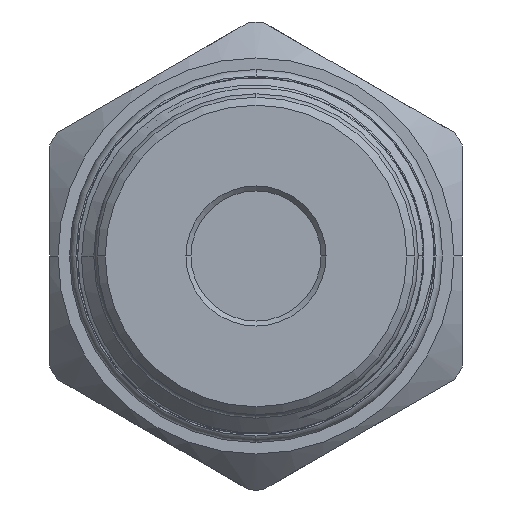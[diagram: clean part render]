
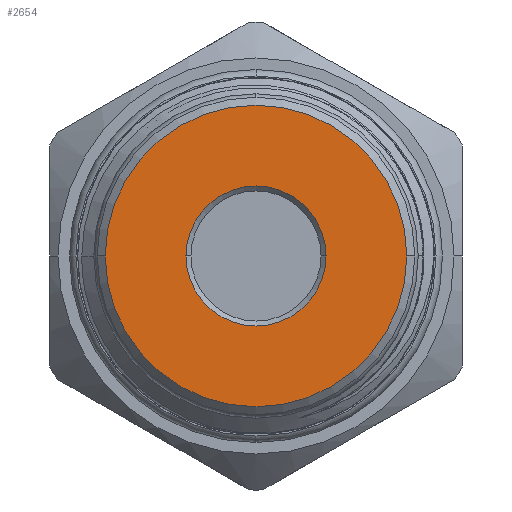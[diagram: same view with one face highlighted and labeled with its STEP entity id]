
A CAD part, left-side view. The second image highlights one B-rep face of the part: STEP entity #2654.
In plain terms, the highlighted planar face has unit normal (-1, 0, 0).
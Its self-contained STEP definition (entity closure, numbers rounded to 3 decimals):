
#543 = CARTESIAN_POINT ( 'NONE',  ( -111.58, 7., 0. ) ) ;
#662 = CARTESIAN_POINT ( 'NONE',  ( -111.58, 0., 0. ) ) ;
#1671 = DIRECTION ( 'NONE',  ( 0., 1., 0. ) ) ;
#1714 = CARTESIAN_POINT ( 'NONE',  ( -111.58, 0., 0. ) ) ;
#1751 = CIRCLE ( 'NONE', #11416, 15.075 ) ;
#2506 = EDGE_CURVE ( 'NONE', #4835, #7677, #7362, .T. ) ;
#2654 = ADVANCED_FACE ( 'NONE', ( #12169, #11823 ), #3978, .F. ) ;
#2978 = VERTEX_POINT ( 'NONE', #8845 ) ;
#3709 = AXIS2_PLACEMENT_3D ( 'NONE', #662, #6091, #1671 ) ;
#3978 = PLANE ( 'NONE',  #13512 ) ;
#4684 = CIRCLE ( 'NONE', #3709, 7. ) ;
#4835 = VERTEX_POINT ( 'NONE', #543 ) ;
#5883 = VERTEX_POINT ( 'NONE', #13392 ) ;
#5976 = DIRECTION ( 'NONE',  ( -1., 0., 0. ) ) ;
#6091 = DIRECTION ( 'NONE',  ( 1., 0., 0. ) ) ;
#6270 = DIRECTION ( 'NONE',  ( 0., 1., 0. ) ) ;
#6977 = DIRECTION ( 'NONE',  ( 0., 1., 0. ) ) ;
#7210 = DIRECTION ( 'NONE',  ( 1., 0., 0. ) ) ;
#7335 = CARTESIAN_POINT ( 'NONE',  ( -111.58, 0., 0. ) ) ;
#7362 = CIRCLE ( 'NONE', #9446, 7. ) ;
#7677 = VERTEX_POINT ( 'NONE', #13547 ) ;
#7960 = EDGE_CURVE ( 'NONE', #2978, #5883, #12633, .T. ) ;
#8130 = ORIENTED_EDGE ( 'NONE', *, *, #10374, .T. ) ;
#8244 = DIRECTION ( 'NONE',  ( -1., 0., 0. ) ) ;
#8307 = DIRECTION ( 'NONE',  ( 0., 1., 0. ) ) ;
#8845 = CARTESIAN_POINT ( 'NONE',  ( -111.58, -15.075, 0. ) ) ;
#8925 = DIRECTION ( 'NONE',  ( 1., 0., 0. ) ) ;
#9015 = CARTESIAN_POINT ( 'NONE',  ( -111.58, 0., 0. ) ) ;
#9446 = AXIS2_PLACEMENT_3D ( 'NONE', #9015, #8925, #13305 ) ;
#9758 = AXIS2_PLACEMENT_3D ( 'NONE', #12521, #5976, #6977 ) ;
#10374 = EDGE_CURVE ( 'NONE', #7677, #4835, #4684, .T. ) ;
#11416 = AXIS2_PLACEMENT_3D ( 'NONE', #7335, #8244, #6270 ) ;
#11560 = ORIENTED_EDGE ( 'NONE', *, *, #7960, .T. ) ;
#11819 = ORIENTED_EDGE ( 'NONE', *, *, #13355, .T. ) ;
#11823 = FACE_OUTER_BOUND ( 'NONE', #13632, .T. ) ;
#12169 = FACE_BOUND ( 'NONE', #13825, .T. ) ;
#12521 = CARTESIAN_POINT ( 'NONE',  ( -111.58, 0., 0. ) ) ;
#12633 = CIRCLE ( 'NONE', #9758, 15.075 ) ;
#13305 = DIRECTION ( 'NONE',  ( 0., 1., 0. ) ) ;
#13355 = EDGE_CURVE ( 'NONE', #5883, #2978, #1751, .T. ) ;
#13392 = CARTESIAN_POINT ( 'NONE',  ( -111.58, 15.075, 0. ) ) ;
#13512 = AXIS2_PLACEMENT_3D ( 'NONE', #1714, #7210, #8307 ) ;
#13547 = CARTESIAN_POINT ( 'NONE',  ( -111.58, -7., 0. ) ) ;
#13552 = ORIENTED_EDGE ( 'NONE', *, *, #2506, .T. ) ;
#13632 = EDGE_LOOP ( 'NONE', ( #11819, #11560 ) ) ;
#13825 = EDGE_LOOP ( 'NONE', ( #8130, #13552 ) ) ;
